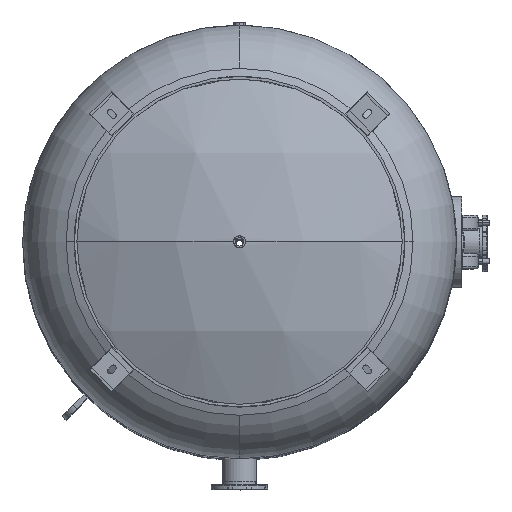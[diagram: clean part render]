
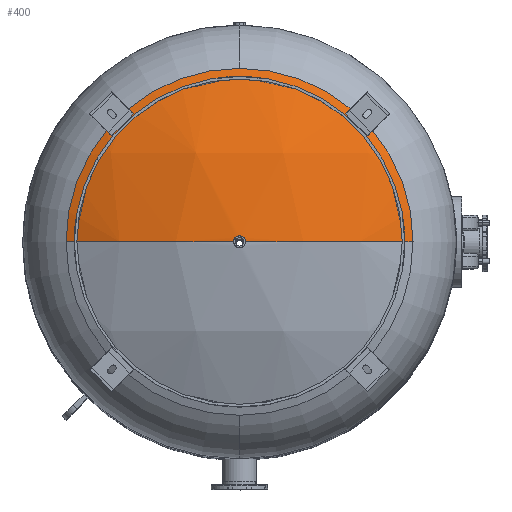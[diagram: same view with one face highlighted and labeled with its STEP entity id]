
A CAD part, top view. The second image highlights one B-rep face of the part: STEP entity #400.
In plain terms, the highlighted spherical face has radius 1920.24 mm.
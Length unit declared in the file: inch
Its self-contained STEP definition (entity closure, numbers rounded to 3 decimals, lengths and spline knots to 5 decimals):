
#400 = ADVANCED_FACE ( 'NONE', ( #7808 ), #7809, .T. ) ;
#3589 = ORIENTED_EDGE ( 'NONE', *, *, #5768, .F. ) ;
#3591 = ORIENTED_EDGE ( 'NONE', *, *, #5754, .F. ) ;
#3594 = ORIENTED_EDGE ( 'NONE', *, *, #5766, .F. ) ;
#3607 = ORIENTED_EDGE ( 'NONE', *, *, #5764, .T. ) ;
#3750 = ORIENTED_EDGE ( 'NONE', *, *, #5753, .F. ) ;
#5753 = EDGE_CURVE ( 'NONE', #14399, #14389, #17246, .T. ) ;
#5754 = EDGE_CURVE ( 'NONE', #14394, #14395, #17249, .T. ) ;
#5764 = EDGE_CURVE ( 'NONE', #14394, #14388, #17264, .T. ) ;
#5766 = EDGE_CURVE ( 'NONE', #14395, #14399, #17268, .T. ) ;
#5768 = EDGE_CURVE ( 'NONE', #14389, #14388, #17272, .T. ) ;
#6114 = AXIS2_PLACEMENT_3D ( 'NONE', #7804, #7811, #7812 ) ;
#7804 = CARTESIAN_POINT ( 'NONE',  ( 0., 0., 43.5875 ) ) ;
#7808 = FACE_OUTER_BOUND ( 'NONE', #14642, .T. ) ;
#7809 = SPHERICAL_SURFACE ( 'NONE', #6114, 75.6 ) ;
#7811 = DIRECTION ( 'NONE',  ( 0., -1., 0. ) ) ;
#7812 = DIRECTION ( 'NONE',  ( 1., 0., 0. ) ) ;
#14388 = VERTEX_POINT ( 'NONE', #17575 ) ;
#14389 = VERTEX_POINT ( 'NONE', #17576 ) ;
#14394 = VERTEX_POINT ( 'NONE', #17581 ) ;
#14395 = VERTEX_POINT ( 'NONE', #17582 ) ;
#14399 = VERTEX_POINT ( 'NONE', #17586 ) ;
#14642 = EDGE_LOOP ( 'NONE', ( #3594, #3591, #3607, #3589, #3750 ) ) ;
#15980 = CARTESIAN_POINT ( 'NONE',  ( 0., 0., 111.31047 ) ) ;
#15981 = DIRECTION ( 'NONE',  ( 0., 0., -1. ) ) ;
#15982 = DIRECTION ( 'NONE',  ( 0., 1., 0. ) ) ;
#15983 = CARTESIAN_POINT ( 'NONE',  ( 0., 0., 119.17817 ) ) ;
#15984 = DIRECTION ( 'NONE',  ( 0., 0., 1. ) ) ;
#15985 = DIRECTION ( 'NONE',  ( -1., 0., 0. ) ) ;
#16013 = CARTESIAN_POINT ( 'NONE',  ( 0., 0., 43.5875 ) ) ;
#16014 = DIRECTION ( 'NONE',  ( 0., 1., 0. ) ) ;
#16015 = DIRECTION ( 'NONE',  ( 0., 0., 1. ) ) ;
#16019 = CARTESIAN_POINT ( 'NONE',  ( 0., 0., 43.5875 ) ) ;
#16020 = DIRECTION ( 'NONE',  ( 0., -1., 0. ) ) ;
#16021 = DIRECTION ( 'NONE',  ( 0., 0., -1. ) ) ;
#16025 = CARTESIAN_POINT ( 'NONE',  ( 0., 0., 111.31047 ) ) ;
#16026 = DIRECTION ( 'NONE',  ( 0., 0., -1. ) ) ;
#16027 = DIRECTION ( 'NONE',  ( 0., 1., 0. ) ) ;
#17246 = CIRCLE ( 'NONE', #17247, 33.6 ) ;
#17247 = AXIS2_PLACEMENT_3D ( 'NONE', #15980, #15981, #15982 ) ;
#17249 = CIRCLE ( 'NONE', #17250, 1.1875 ) ;
#17250 = AXIS2_PLACEMENT_3D ( 'NONE', #15983, #15984, #15985 ) ;
#17264 = CIRCLE ( 'NONE', #17267, 75.6 ) ;
#17267 = AXIS2_PLACEMENT_3D ( 'NONE', #16013, #16014, #16015 ) ;
#17268 = CIRCLE ( 'NONE', #17271, 75.6 ) ;
#17271 = AXIS2_PLACEMENT_3D ( 'NONE', #16019, #16020, #16021 ) ;
#17272 = CIRCLE ( 'NONE', #17275, 33.6 ) ;
#17275 = AXIS2_PLACEMENT_3D ( 'NONE', #16025, #16026, #16027 ) ;
#17575 = CARTESIAN_POINT ( 'NONE',  ( 33.6, 0., 111.31047 ) ) ;
#17576 = CARTESIAN_POINT ( 'NONE',  ( 0., 33.6, 111.31047 ) ) ;
#17581 = CARTESIAN_POINT ( 'NONE',  ( 1.1875, 0., 119.17817 ) ) ;
#17582 = CARTESIAN_POINT ( 'NONE',  ( -1.1875, 0., 119.17817 ) ) ;
#17586 = CARTESIAN_POINT ( 'NONE',  ( -33.6, 0., 111.31047 ) ) ;
